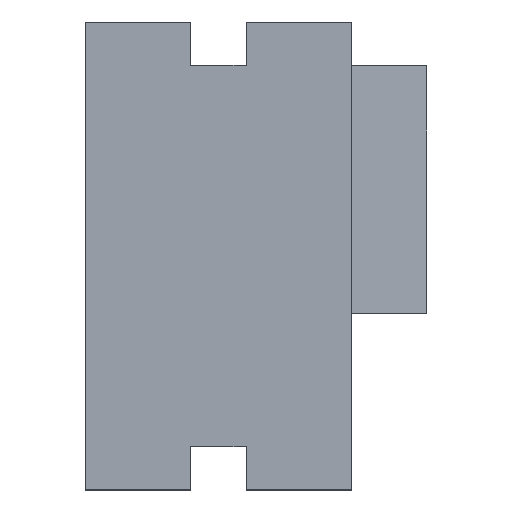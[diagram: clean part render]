
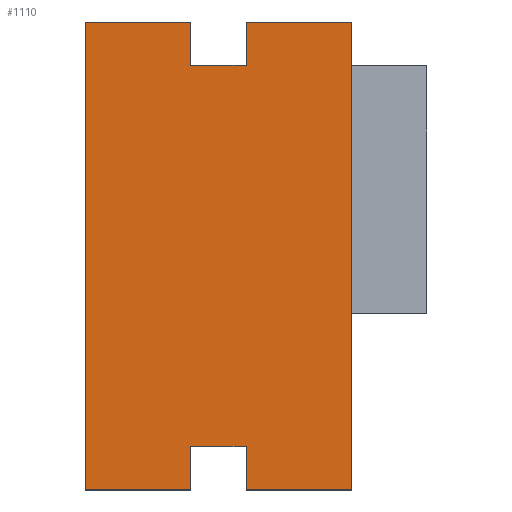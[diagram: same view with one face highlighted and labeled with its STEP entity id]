
A CAD part, top view. The second image highlights one B-rep face of the part: STEP entity #1110.
In plain terms, the highlighted planar face has unit normal (0, 0, 1).
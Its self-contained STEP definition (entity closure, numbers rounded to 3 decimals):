
#3 = ORIENTED_EDGE ( 'NONE', *, *, #1495, .F. ) ;
#56 = LINE ( 'NONE', #834, #1925 ) ;
#63 = EDGE_CURVE ( 'NONE', #2363, #2087, #2324, .T. ) ;
#64 = CARTESIAN_POINT ( 'NONE',  ( -9.4, 33., 9.4 ) ) ;
#71 = DIRECTION ( 'NONE',  ( -1., 0., 0. ) ) ;
#76 = VECTOR ( 'NONE', #71, 1000. ) ;
#102 = EDGE_LOOP ( 'NONE', ( #895, #714, #2403, #1168, #1261, #185, #827, #1193, #2267, #3, #598, #1768 ) ) ;
#108 = VECTOR ( 'NONE', #294, 1000. ) ;
#153 = EDGE_CURVE ( 'NONE', #1890, #370, #2187, .T. ) ;
#185 = ORIENTED_EDGE ( 'NONE', *, *, #1753, .T. ) ;
#216 = CARTESIAN_POINT ( 'NONE',  ( -1.95, 29.95, 9.4 ) ) ;
#231 = VECTOR ( 'NONE', #2466, 1000. ) ;
#235 = VERTEX_POINT ( 'NONE', #2253 ) ;
#248 = VERTEX_POINT ( 'NONE', #934 ) ;
#294 = DIRECTION ( 'NONE',  ( 1., 0., 0. ) ) ;
#314 = VECTOR ( 'NONE', #2384, 1000. ) ;
#329 = EDGE_CURVE ( 'NONE', #840, #558, #2323, .T. ) ;
#353 = VECTOR ( 'NONE', #701, 1000. ) ;
#370 = VERTEX_POINT ( 'NONE', #216 ) ;
#414 = DIRECTION ( 'NONE',  ( 1., 0., 0. ) ) ;
#436 = VERTEX_POINT ( 'NONE', #1821 ) ;
#496 = LINE ( 'NONE', #2206, #1846 ) ;
#558 = VERTEX_POINT ( 'NONE', #1089 ) ;
#598 = ORIENTED_EDGE ( 'NONE', *, *, #1689, .T. ) ;
#626 = EDGE_CURVE ( 'NONE', #370, #248, #1298, .T. ) ;
#633 = CARTESIAN_POINT ( 'NONE',  ( -1.95, 36.05, 9.4 ) ) ;
#651 = LINE ( 'NONE', #1569, #314 ) ;
#680 = LINE ( 'NONE', #2028, #108 ) ;
#701 = DIRECTION ( 'NONE',  ( 0., 1., 0. ) ) ;
#714 = ORIENTED_EDGE ( 'NONE', *, *, #1573, .F. ) ;
#745 = DIRECTION ( 'NONE',  ( 1., 0., 0. ) ) ;
#759 = CARTESIAN_POINT ( 'NONE',  ( 1.95, 0., 9.4 ) ) ;
#765 = CARTESIAN_POINT ( 'NONE',  ( 1.95, 36.05, 9.4 ) ) ;
#777 = CARTESIAN_POINT ( 'NONE',  ( -9.4, 33., 9.4 ) ) ;
#827 = ORIENTED_EDGE ( 'NONE', *, *, #994, .T. ) ;
#834 = CARTESIAN_POINT ( 'NONE',  ( -1.95, 3.05, 9.4 ) ) ;
#840 = VERTEX_POINT ( 'NONE', #1805 ) ;
#842 = PLANE ( 'NONE',  #1778 ) ;
#875 = VECTOR ( 'NONE', #745, 1000. ) ;
#895 = ORIENTED_EDGE ( 'NONE', *, *, #1308, .F. ) ;
#934 = CARTESIAN_POINT ( 'NONE',  ( 1.95, 29.95, 9.4 ) ) ;
#994 = EDGE_CURVE ( 'NONE', #235, #436, #680, .T. ) ;
#1045 = FACE_OUTER_BOUND ( 'NONE', #102, .T. ) ;
#1089 = CARTESIAN_POINT ( 'NONE',  ( -1.95, 3.05, 9.4 ) ) ;
#1110 = ADVANCED_FACE ( 'NONE', ( #1045 ), #842, .F. ) ;
#1168 = ORIENTED_EDGE ( 'NONE', *, *, #153, .F. ) ;
#1183 = CARTESIAN_POINT ( 'NONE',  ( -9.4, 0., 9.4 ) ) ;
#1193 = ORIENTED_EDGE ( 'NONE', *, *, #2338, .F. ) ;
#1231 = CARTESIAN_POINT ( 'NONE',  ( -9.4, 33., 9.4 ) ) ;
#1246 = CARTESIAN_POINT ( 'NONE',  ( 1.95, 33., 9.4 ) ) ;
#1257 = CARTESIAN_POINT ( 'NONE',  ( 1.95, 3.05, 9.4 ) ) ;
#1261 = ORIENTED_EDGE ( 'NONE', *, *, #2404, .F. ) ;
#1262 = DIRECTION ( 'NONE',  ( 1., 0., 0. ) ) ;
#1270 = DIRECTION ( 'NONE',  ( -1., 0., 0. ) ) ;
#1272 = CARTESIAN_POINT ( 'NONE',  ( 9.4, 33., 9.4 ) ) ;
#1298 = LINE ( 'NONE', #1914, #875 ) ;
#1308 = EDGE_CURVE ( 'NONE', #1390, #2363, #651, .T. ) ;
#1390 = VERTEX_POINT ( 'NONE', #1246 ) ;
#1495 = EDGE_CURVE ( 'NONE', #2189, #840, #2435, .T. ) ;
#1553 = DIRECTION ( 'NONE',  ( 0., -1., 0. ) ) ;
#1569 = CARTESIAN_POINT ( 'NONE',  ( -9.4, 33., 9.4 ) ) ;
#1573 = EDGE_CURVE ( 'NONE', #248, #1390, #1681, .T. ) ;
#1577 = DIRECTION ( 'NONE',  ( 0., -1., 0. ) ) ;
#1681 = LINE ( 'NONE', #765, #231 ) ;
#1689 = EDGE_CURVE ( 'NONE', #2189, #2087, #2332, .T. ) ;
#1753 = EDGE_CURVE ( 'NONE', #1873, #235, #1761, .T. ) ;
#1761 = LINE ( 'NONE', #777, #2007 ) ;
#1768 = ORIENTED_EDGE ( 'NONE', *, *, #63, .F. ) ;
#1778 = AXIS2_PLACEMENT_3D ( 'NONE', #64, #1814, #1270 ) ;
#1795 = VECTOR ( 'NONE', #2130, 1000. ) ;
#1805 = CARTESIAN_POINT ( 'NONE',  ( 1.95, 3.05, 9.4 ) ) ;
#1814 = DIRECTION ( 'NONE',  ( 0., 0., -1. ) ) ;
#1821 = CARTESIAN_POINT ( 'NONE',  ( -1.95, 0., 9.4 ) ) ;
#1846 = VECTOR ( 'NONE', #1262, 1000. ) ;
#1873 = VERTEX_POINT ( 'NONE', #1231 ) ;
#1890 = VERTEX_POINT ( 'NONE', #2035 ) ;
#1912 = CARTESIAN_POINT ( 'NONE',  ( 9.4, 33., 9.4 ) ) ;
#1914 = CARTESIAN_POINT ( 'NONE',  ( -1.95, 29.95, 9.4 ) ) ;
#1925 = VECTOR ( 'NONE', #2375, 1000. ) ;
#2007 = VECTOR ( 'NONE', #1553, 1000. ) ;
#2028 = CARTESIAN_POINT ( 'NONE',  ( -9.4, 0., 9.4 ) ) ;
#2035 = CARTESIAN_POINT ( 'NONE',  ( -1.95, 33., 9.4 ) ) ;
#2087 = VERTEX_POINT ( 'NONE', #2098 ) ;
#2098 = CARTESIAN_POINT ( 'NONE',  ( 9.4, 0., 9.4 ) ) ;
#2128 = CARTESIAN_POINT ( 'NONE',  ( -1.95, 3.05, 9.4 ) ) ;
#2130 = DIRECTION ( 'NONE',  ( 0., -1., 0. ) ) ;
#2187 = LINE ( 'NONE', #633, #2256 ) ;
#2189 = VERTEX_POINT ( 'NONE', #759 ) ;
#2206 = CARTESIAN_POINT ( 'NONE',  ( -9.4, 33., 9.4 ) ) ;
#2209 = VECTOR ( 'NONE', #414, 1000. ) ;
#2253 = CARTESIAN_POINT ( 'NONE',  ( -9.4, 0., 9.4 ) ) ;
#2256 = VECTOR ( 'NONE', #1577, 1000. ) ;
#2267 = ORIENTED_EDGE ( 'NONE', *, *, #329, .F. ) ;
#2323 = LINE ( 'NONE', #2128, #76 ) ;
#2324 = LINE ( 'NONE', #1912, #1795 ) ;
#2332 = LINE ( 'NONE', #1183, #2209 ) ;
#2338 = EDGE_CURVE ( 'NONE', #558, #436, #56, .T. ) ;
#2363 = VERTEX_POINT ( 'NONE', #1272 ) ;
#2375 = DIRECTION ( 'NONE',  ( 0., -1., 0. ) ) ;
#2384 = DIRECTION ( 'NONE',  ( 1., 0., 0. ) ) ;
#2403 = ORIENTED_EDGE ( 'NONE', *, *, #626, .F. ) ;
#2404 = EDGE_CURVE ( 'NONE', #1873, #1890, #496, .T. ) ;
#2435 = LINE ( 'NONE', #1257, #353 ) ;
#2466 = DIRECTION ( 'NONE',  ( 0., 1., 0. ) ) ;
